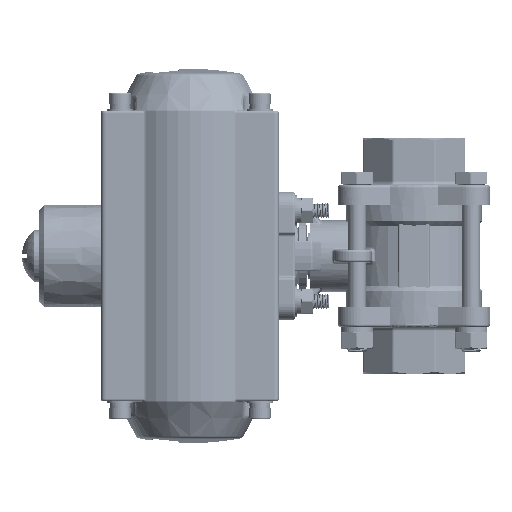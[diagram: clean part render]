
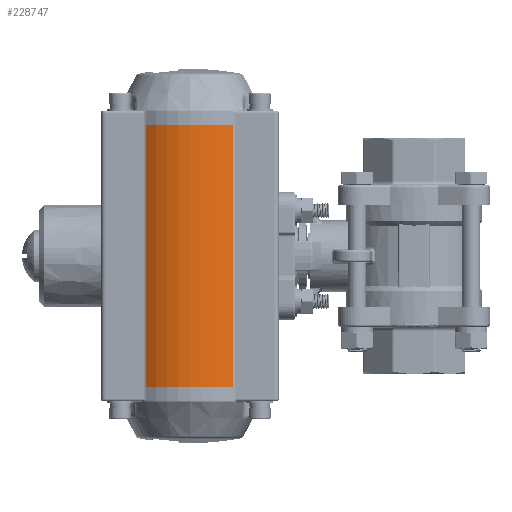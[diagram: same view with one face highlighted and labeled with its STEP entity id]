
A CAD part, left-side view. The second image highlights one B-rep face of the part: STEP entity #228747.
In plain terms, the highlighted cylindrical face has radius 29 mm (diameter 58 mm), a partial arc.
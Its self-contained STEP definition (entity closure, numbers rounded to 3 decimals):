
#16939 = DIRECTION ( 'NONE',  ( 0., 0., 1. ) ) ;
#25440 = CIRCLE ( 'NONE', #47107, 29. ) ;
#31150 = VERTEX_POINT ( 'NONE', #204392 ) ;
#41076 = DIRECTION ( 'NONE',  ( 0., 0., 1. ) ) ;
#47107 = AXIS2_PLACEMENT_3D ( 'NONE', #172977, #47585, #194049 ) ;
#47585 = DIRECTION ( 'NONE',  ( 0., 0., 1. ) ) ;
#62099 = CARTESIAN_POINT ( 'NONE',  ( -23.574, 70.56, -51. ) ) ;
#73631 = CYLINDRICAL_SURFACE ( 'NONE', #208433, 29. ) ;
#74007 = EDGE_LOOP ( 'NONE', ( #196314, #123260, #162914, #108830 ) ) ;
#81374 = DIRECTION ( 'NONE',  ( 0., 0., -1. ) ) ;
#82178 = EDGE_CURVE ( 'NONE', #31150, #242663, #25440, .T. ) ;
#92137 = VECTOR ( 'NONE', #41076, 1000. ) ;
#98905 = CARTESIAN_POINT ( 'NONE',  ( -23.574, 70.56, -51. ) ) ;
#106152 = LINE ( 'NONE', #206739, #155306 ) ;
#108830 = ORIENTED_EDGE ( 'NONE', *, *, #234073, .T. ) ;
#119956 = DIRECTION ( 'NONE',  ( 0., 0., 1. ) ) ;
#123260 = ORIENTED_EDGE ( 'NONE', *, *, #170263, .T. ) ;
#135200 = CARTESIAN_POINT ( 'NONE',  ( -23.574, 104.34, 51. ) ) ;
#141454 = AXIS2_PLACEMENT_3D ( 'NONE', #245412, #119956, #266507 ) ;
#155306 = VECTOR ( 'NONE', #81374, 1000. ) ;
#162914 = ORIENTED_EDGE ( 'NONE', *, *, #82178, .T. ) ;
#166316 = CARTESIAN_POINT ( 'NONE',  ( -23.574, 70.56, 51. ) ) ;
#170263 = EDGE_CURVE ( 'NONE', #268098, #31150, #106152, .T. ) ;
#172977 = CARTESIAN_POINT ( 'NONE',  ( 0., 87.45, -51. ) ) ;
#194049 = DIRECTION ( 'NONE',  ( 1., 0., 0. ) ) ;
#195344 = VERTEX_POINT ( 'NONE', #166316 ) ;
#196314 = ORIENTED_EDGE ( 'NONE', *, *, #228082, .F. ) ;
#204392 = CARTESIAN_POINT ( 'NONE',  ( -23.574, 104.34, -51. ) ) ;
#206739 = CARTESIAN_POINT ( 'NONE',  ( -23.574, 104.34, -51. ) ) ;
#208433 = AXIS2_PLACEMENT_3D ( 'NONE', #267915, #16939, #226641 ) ;
#226641 = DIRECTION ( 'NONE',  ( 1., 0., 0. ) ) ;
#228082 = EDGE_CURVE ( 'NONE', #268098, #195344, #231480, .T. ) ;
#228747 = ADVANCED_FACE ( 'NONE', ( #260512 ), #73631, .T. ) ;
#231480 = CIRCLE ( 'NONE', #141454, 29. ) ;
#234073 = EDGE_CURVE ( 'NONE', #242663, #195344, #259303, .T. ) ;
#242663 = VERTEX_POINT ( 'NONE', #98905 ) ;
#245412 = CARTESIAN_POINT ( 'NONE',  ( 0., 87.45, 51. ) ) ;
#259303 = LINE ( 'NONE', #62099, #92137 ) ;
#260512 = FACE_OUTER_BOUND ( 'NONE', #74007, .T. ) ;
#266507 = DIRECTION ( 'NONE',  ( 1., 0., 0. ) ) ;
#267915 = CARTESIAN_POINT ( 'NONE',  ( 0., 87.45, -51. ) ) ;
#268098 = VERTEX_POINT ( 'NONE', #135200 ) ;
